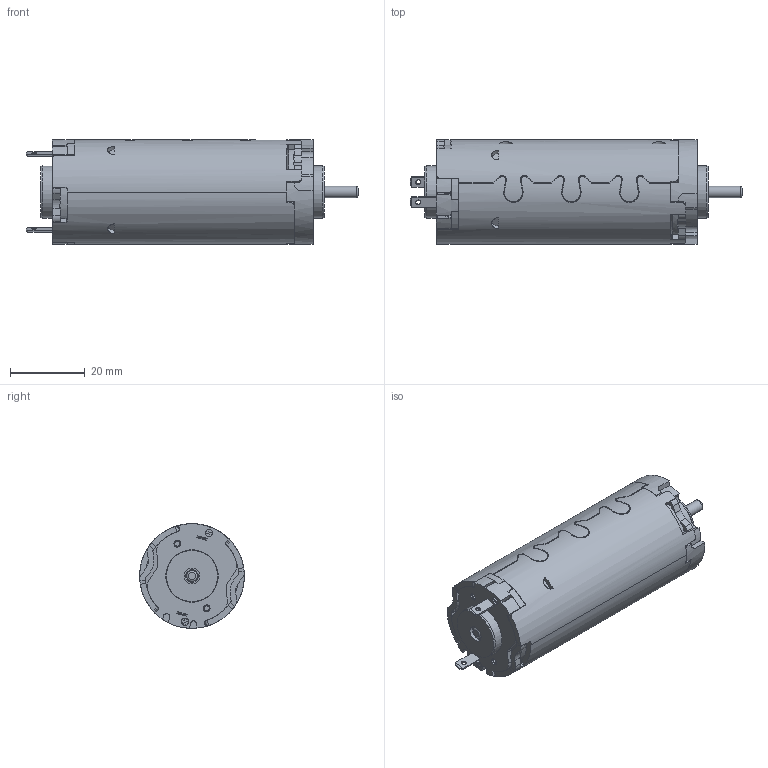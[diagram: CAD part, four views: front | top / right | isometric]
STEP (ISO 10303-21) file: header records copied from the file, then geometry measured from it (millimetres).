
FILE_DESCRIPTION(/* description */ (''),/* implementation_level */ '2;1');
FILE_NAME(/* name */ 'M28x40.stp',/* time_stamp */ '2014-01-31T14:02:13+01:00',/* author */ ('KÃ¤hlig'),/* organization */ ('KÃ¤hlig Antriebstechnik GmbH'),/* preprocessor_version */ 'ST-DEVELOPER v11',/* originating_system */ 'SIEMENS UGS NX 6.0',/* authorisation */ 'Weitergabe an dritte nicht zulÃ¤ssig');
FILE_SCHEMA (('AUTOMOTIVE_DESIGN { 1 0 10303 214 1 1 1 1 }'));
Length unit declared in the file: millimetre
Products named in the file (1): Schi3EFC9gjs
Bounding box: 88.8 x 28 x 28 mm (x, y, z)
Volume: 12712.8 mm3; surface area: 18791.3 mm2
Topology: 12 solids, 17 shells, 1370 faces, 3781 edges, 2524 vertices
Faces by surface type: plane 769, cylinder 465, cone 57, torus 53, bspline 15, sphere 11
Full cylindrical faces by diameter (mm): 1.35 x2, 1.6 x2, 1.8 x2, 2 x4, 2.2 x2, 2.4 x6, 2.5 x6, 3 x5, 4.2 x1, 4.5 x1, 8.2 x2, 10 x1, 14 x2
Entity records: 47418 total; most frequent: CARTESIAN_POINT 12825, ORIENTED_EDGE 7397, DIRECTION 6956, EDGE_CURVE 3752, AXIS2_PLACEMENT_3D 2590, VERTEX_POINT 2517, LINE 1776, VECTOR 1776
